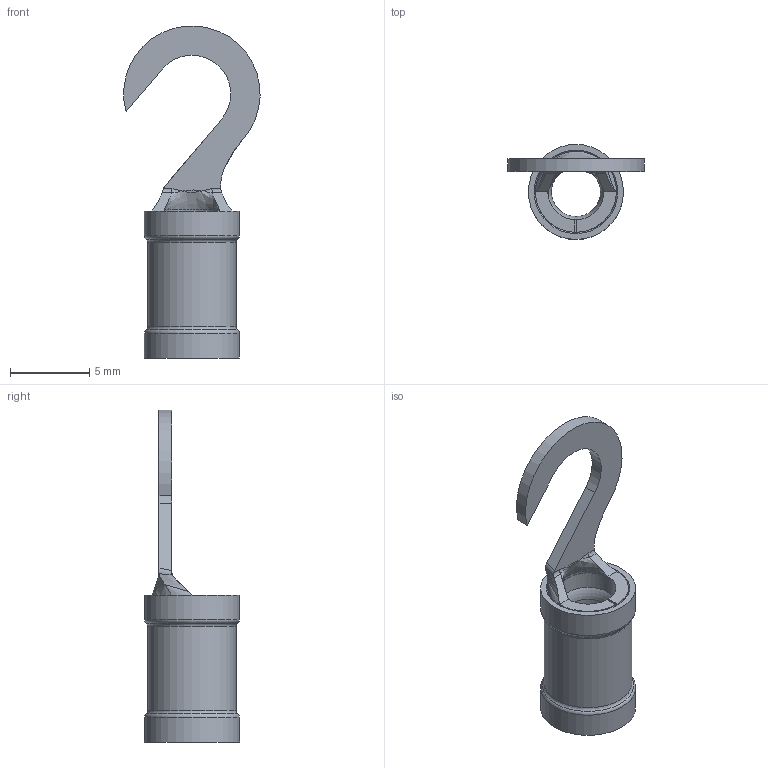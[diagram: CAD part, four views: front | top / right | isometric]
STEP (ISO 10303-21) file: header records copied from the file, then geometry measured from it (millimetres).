
FILE_DESCRIPTION(/* description */ (''),/* implementation_level */ '2;1');
FILE_NAME(/* name */ '13-64 hook blue.stp',/* time_stamp */ '2013-07-20T20:38:33-04:00',/* author */ ('Saville'),/* organization */ (''),/* preprocessor_version */ 'ST-DEVELOPER v15.2',/* originating_system */ 'Autodesk Inventor 2014',/* authorisation */ '');
FILE_SCHEMA (('AUTOMOTIVE_DESIGN { 1 0 10303 214 3 1 1 }'));
Length unit declared in the file: inch
Products named in the file (1): 13-64 hook blue
Bounding box: 8.59 x 5.99 x 20.95 mm (x, y, z)
Volume: 182.8 mm3; surface area: 663 mm2
Topology: 2 solids, 2 shells, 51 faces, 137 edges, 83 vertices
Faces by surface type: cylinder 15, plane 14, bspline 13, torus 8, cone 1
Full cylindrical faces by diameter (mm): 3.099 x1, 3.531 x1, 4.674 x2, 5.105 x3, 5.563 x1, 5.994 x2
Entity records: 1872 total; most frequent: CARTESIAN_POINT 782, ORIENTED_EDGE 214, DIRECTION 185, EDGE_CURVE 107, VERTEX_POINT 78, AXIS2_PLACEMENT_3D 78, EDGE_LOOP 73, ADVANCED_FACE 51
